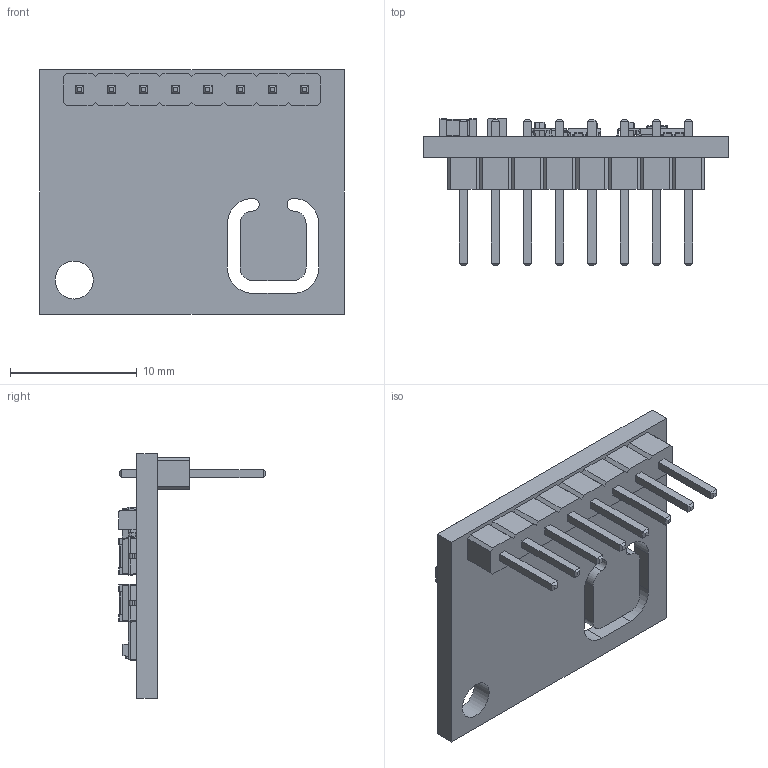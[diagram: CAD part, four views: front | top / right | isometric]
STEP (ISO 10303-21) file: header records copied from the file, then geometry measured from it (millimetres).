
FILE_DESCRIPTION(/* description */ ('STEP AP242','CAx-IF Rec.Pracs.---Representation and Presentation of Product Manufacturing Information (PMI)---4.0---2014-10-13','CAx-IF Rec.Pracs.---3D Tessellated Geometry---0.4---2014-09-14','2;1'),/* implementation_level */ '2;1');
FILE_NAME(/* name */ '67a107e7085c4451518fc253',/* time_stamp */ '2025-02-03T18:16:09Z',/* author */ (''),/* organization */ (''),/* preprocessor_version */ 'ST-DEVELOPER v20',/* originating_system */ 'ONSHAPE BY PTC INC, 1.193',/* authorisation */ ' ');
FILE_SCHEMA (('AP242_MANAGED_MODEL_BASED_3D_ENGINEERING_MIM_LF { 1 0 10303 442 1 1 4 }'));
Length unit declared in the file: metre
Products named in the file (12): Ens160 +AHT21; 9; 3; 5; 6; 8; 1; ENS160; 2; 7; Jam; 4
Assembly tree (18 placements, depth 2):
  Ens160 +AHT21
    9  x2
    3  x3
    5
    6
    8  x2
    1  x3
    ENS160
    2  x2
    7
    Jam
    4
Bounding box: 24 x 11.58 x 19.3 mm (x, y, z)
Volume: 911.8 mm3; surface area: 1767.1 mm2
Topology: 18 solids, 18 shells, 1222 faces, 3076 edges, 1916 vertices
Faces by surface type: plane 997, cylinder 225
Full cylindrical faces by diameter (mm): 0.25 x2, 3 x1
Entity records: 27435 total; most frequent: CARTESIAN_POINT 3972, ORIENTED_EDGE 3842, DIRECTION 3715, EDGE_CURVE 1921, LINE 1665, VECTOR 1665, VERTEX_POINT 1194, AXIS2_PLACEMENT_3D 1025
